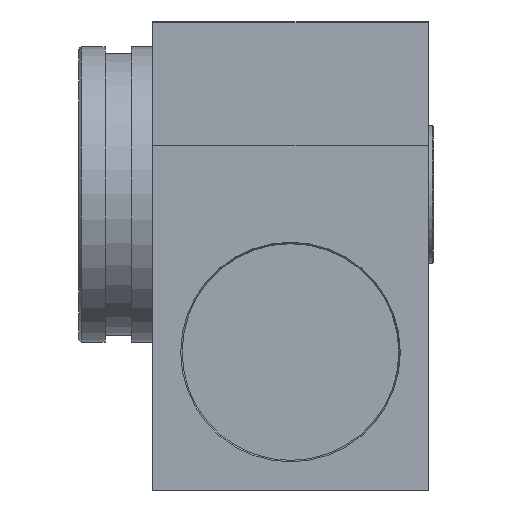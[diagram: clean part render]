
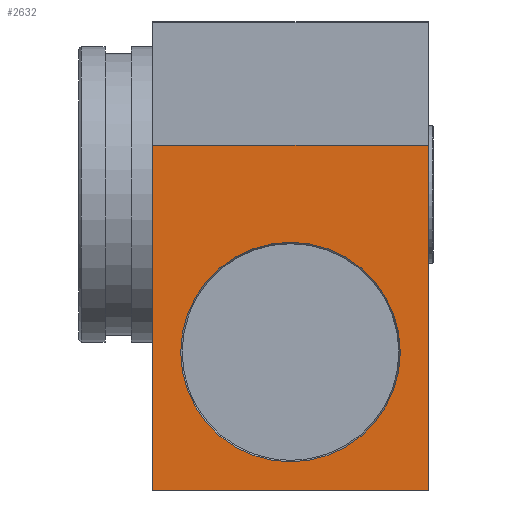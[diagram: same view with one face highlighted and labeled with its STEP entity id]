
A CAD part, left-side view. The second image highlights one B-rep face of the part: STEP entity #2632.
In plain terms, the highlighted face is planar.
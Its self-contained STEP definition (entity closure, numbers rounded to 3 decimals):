
#80=FACE_BOUND('',#453,.T.);
#100=PLANE('',#2973);
#269=FACE_OUTER_BOUND('',#452,.T.);
#452=EDGE_LOOP('',(#2127,#2128,#2129,#2130));
#453=EDGE_LOOP('',(#2131));
#570=LINE('',#4442,#748);
#599=LINE('',#4576,#777);
#621=LINE('',#4698,#799);
#622=LINE('',#4699,#800);
#748=VECTOR('',#3371,10.);
#777=VECTOR('',#3496,10.);
#799=VECTOR('',#3610,10.);
#800=VECTOR('',#3611,10.);
#1045=CIRCLE('',#2968,22.289);
#1180=VERTEX_POINT('',#4440);
#1181=VERTEX_POINT('',#4441);
#1238=VERTEX_POINT('',#4575);
#1288=VERTEX_POINT('',#4685);
#1292=VERTEX_POINT('',#4697);
#1484=EDGE_CURVE('',#1180,#1181,#570,.T.);
#1551=EDGE_CURVE('',#1238,#1181,#599,.T.);
#1605=EDGE_CURVE('',#1288,#1288,#1045,.T.);
#1611=EDGE_CURVE('',#1180,#1292,#621,.T.);
#1612=EDGE_CURVE('',#1238,#1292,#622,.T.);
#2127=ORIENTED_EDGE('',*,*,#1611,.T.);
#2128=ORIENTED_EDGE('',*,*,#1612,.F.);
#2129=ORIENTED_EDGE('',*,*,#1551,.T.);
#2130=ORIENTED_EDGE('',*,*,#1484,.F.);
#2131=ORIENTED_EDGE('',*,*,#1605,.F.);
#2632=ADVANCED_FACE('',(#269,#80),#100,.T.);
#2968=AXIS2_PLACEMENT_3D('',#4686,#3596,#3597);
#2973=AXIS2_PLACEMENT_3D('',#4696,#3608,#3609);
#3371=DIRECTION('',(0.,0.,1.));
#3496=DIRECTION('',(0.,-1.,0.));
#3596=DIRECTION('center_axis',(1.,0.,0.));
#3597=DIRECTION('ref_axis',(0.,-1.,0.));
#3608=DIRECTION('center_axis',(1.,0.,0.));
#3609=DIRECTION('ref_axis',(0.,0.,-1.));
#3610=DIRECTION('',(0.,1.,0.));
#3611=DIRECTION('',(0.,0.,-1.));
#4440=CARTESIAN_POINT('',(107.,-28.,-22.5));
#4441=CARTESIAN_POINT('',(107.,-28.,47.5));
#4442=CARTESIAN_POINT('',(107.,-28.,47.5));
#4575=CARTESIAN_POINT('',(107.,28.,47.5));
#4576=CARTESIAN_POINT('',(107.,0.,47.5));
#4685=CARTESIAN_POINT('',(107.,22.289,19.5));
#4686=CARTESIAN_POINT('Origin',(107.,0.,19.5));
#4696=CARTESIAN_POINT('Origin',(107.,0.,47.5));
#4697=CARTESIAN_POINT('',(107.,28.,-22.5));
#4698=CARTESIAN_POINT('',(107.,0.,-22.5));
#4699=CARTESIAN_POINT('',(107.,28.,47.5));
